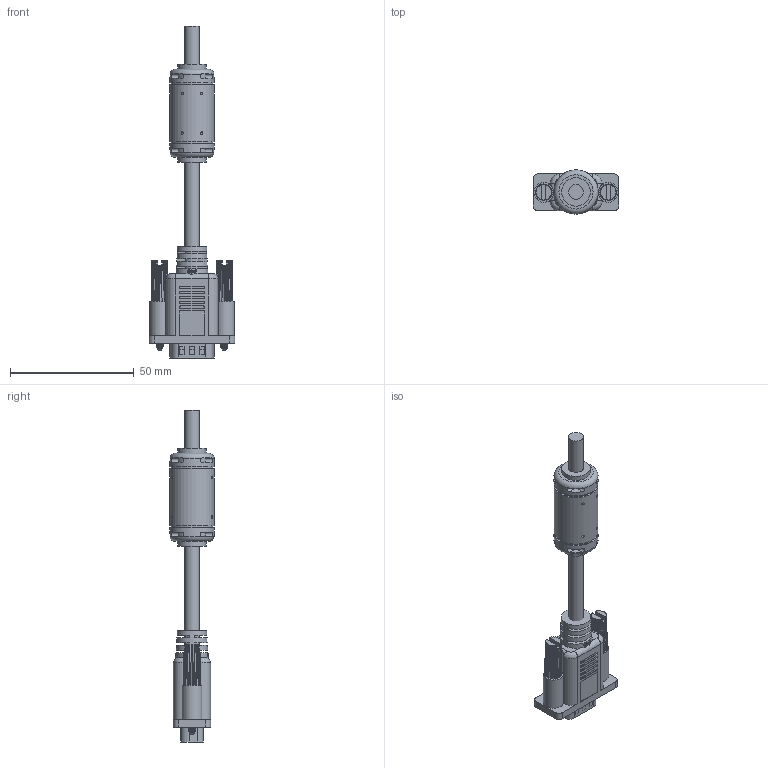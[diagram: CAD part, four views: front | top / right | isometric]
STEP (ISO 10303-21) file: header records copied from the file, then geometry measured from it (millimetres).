
FILE_DESCRIPTION(/* description */ (''),/* implementation_level */ '2;1');
FILE_NAME(/* name */ 'Longwell_VGA_E55218.stp',/* time_stamp */ '2015-03-04T14:33:33-05:00',/* author */ ('SESA207478'),/* organization */ (''),/* preprocessor_version */ 'ST-DEVELOPER v15.6',/* originating_system */ 'Autodesk Inventor 2015',/* authorisation */ '');
FILE_SCHEMA (('AUTOMOTIVE_DESIGN { 1 0 10303 214 3 1 1 }'));
Length unit declared in the file: millimetre
Products named in the file (5): Longwell_Body; Longwell_Connector; Longwell_Screw; Longwell_Magnet; Longwell_VGA_E55218
Assembly tree (5 placements, depth 2):
  Longwell_VGA_E55218
    Longwell_Body
    Longwell_Connector
    Longwell_Screw  x2
    Longwell_Magnet
Bounding box: 34.5 x 17.8 x 134 mm (x, y, z)
Volume: 22744.1 mm3; surface area: 13604.2 mm2
Topology: 10 solids, 10 shells, 736 faces, 1923 edges, 1273 vertices
Faces by surface type: plane 412, cylinder 191, bspline 93, cone 23, sphere 15, torus 2
Full cylindrical faces by diameter (mm): 0.7 x15, 1 x8, 2 x18, 3 x2, 4 x2, 4.5 x2, 6 x2, 11.5 x2, 16.8 x2, 17.8 x3
Entity records: 21992 total; most frequent: CARTESIAN_POINT 6844, ORIENTED_EDGE 3164, DIRECTION 2865, EDGE_CURVE 1582, VERTEX_POINT 1083, AXIS2_PLACEMENT_3D 962, LINE 941, VECTOR 941
